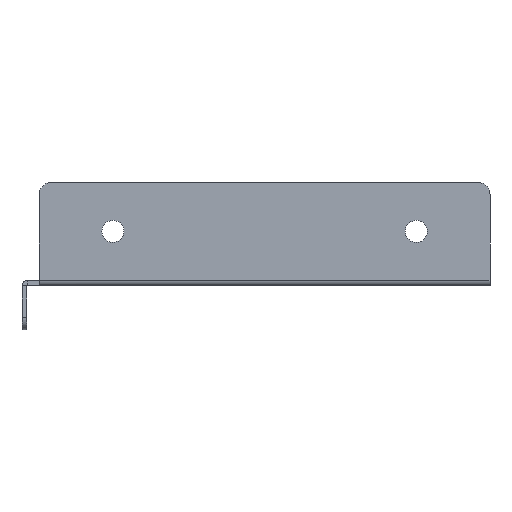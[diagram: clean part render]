
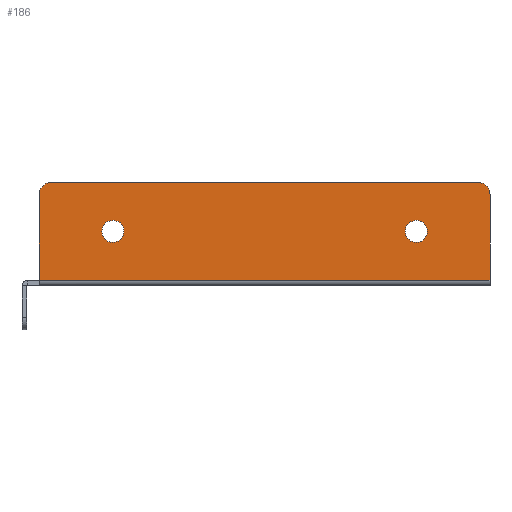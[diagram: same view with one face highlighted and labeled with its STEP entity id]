
A CAD part, front view. The second image highlights one B-rep face of the part: STEP entity #186.
In plain terms, the highlighted planar face has unit normal (0, -1, 0).
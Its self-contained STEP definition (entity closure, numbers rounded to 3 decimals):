
#186 = ADVANCED_FACE ( 'NONE', ( #644, #641, #648 ), #624, .F. ) ;
#196 = EDGE_CURVE ( 'NONE', #943, #953, #1517, .T. ) ;
#200 = EDGE_CURVE ( 'NONE', #943, #956, #1588, .T. ) ;
#201 = EDGE_CURVE ( 'NONE', #975, #953, #1504, .T. ) ;
#205 = EDGE_CURVE ( 'NONE', #922, #986, #540, .T. ) ;
#206 = EDGE_CURVE ( 'NONE', #965, #957, #537, .T. ) ;
#207 = EDGE_CURVE ( 'NONE', #956, #961, #535, .T. ) ;
#208 = EDGE_CURVE ( 'NONE', #961, #919, #1586, .T. ) ;
#209 = EDGE_CURVE ( 'NONE', #919, #975, #528, .T. ) ;
#228 = EDGE_CURVE ( 'NONE', #986, #922, #508, .T. ) ;
#232 = EDGE_CURVE ( 'NONE', #957, #965, #502, .T. ) ;
#487 = VECTOR ( 'NONE', #1506, 1000. ) ;
#492 = AXIS2_PLACEMENT_3D ( 'NONE', #1452, #1451, #1450 ) ;
#500 = AXIS2_PLACEMENT_3D ( 'NONE', #1464, #1463, #1462 ) ;
#502 = CIRCLE ( 'NONE', #492, 4.5 ) ;
#508 = CIRCLE ( 'NONE', #500, 4.5 ) ;
#526 = AXIS2_PLACEMENT_3D ( 'NONE', #1233, #1232, #1231 ) ;
#528 = CIRCLE ( 'NONE', #526, 5. ) ;
#529 = AXIS2_PLACEMENT_3D ( 'NONE', #576, #575, #574 ) ;
#530 = VECTOR ( 'NONE', #1223, 1000. ) ;
#531 = AXIS2_PLACEMENT_3D ( 'NONE', #581, #580, #579 ) ;
#534 = AXIS2_PLACEMENT_3D ( 'NONE', #586, #585, #584 ) ;
#535 = CIRCLE ( 'NONE', #529, 5. ) ;
#537 = CIRCLE ( 'NONE', #531, 4.5 ) ;
#540 = CIRCLE ( 'NONE', #534, 4.5 ) ;
#544 = VECTOR ( 'NONE', #1581, 1000. ) ;
#546 = VECTOR ( 'NONE', #1591, 1000. ) ;
#557 = AXIS2_PLACEMENT_3D ( 'NONE', #617, #611, #606 ) ;
#574 = DIRECTION ( 'NONE',  ( 0., 0., 1. ) ) ;
#575 = DIRECTION ( 'NONE',  ( 0., -1., 0. ) ) ;
#576 = CARTESIAN_POINT ( 'NONE',  ( 90., -32., 35. ) ) ;
#579 = DIRECTION ( 'NONE',  ( 0., 0., 1. ) ) ;
#580 = DIRECTION ( 'NONE',  ( 0., 1., 0. ) ) ;
#581 = CARTESIAN_POINT ( 'NONE',  ( 65., -32., 20. ) ) ;
#583 = CARTESIAN_POINT ( 'NONE',  ( -88.5, -32., 40. ) ) ;
#584 = DIRECTION ( 'NONE',  ( 0., 0., -1. ) ) ;
#585 = DIRECTION ( 'NONE',  ( 0., 1., 0. ) ) ;
#586 = CARTESIAN_POINT ( 'NONE',  ( -58.5, -32., 20. ) ) ;
#606 = DIRECTION ( 'NONE',  ( 0., 0., 1. ) ) ;
#611 = DIRECTION ( 'NONE',  ( 0., 1., 0. ) ) ;
#617 = CARTESIAN_POINT ( 'NONE',  ( 95., -32., 0. ) ) ;
#624 = PLANE ( 'NONE',  #557 ) ;
#641 = FACE_BOUND ( 'NONE', #683, .T. ) ;
#644 = FACE_BOUND ( 'NONE', #669, .T. ) ;
#648 = FACE_OUTER_BOUND ( 'NONE', #684, .T. ) ;
#669 = EDGE_LOOP ( 'NONE', ( #1305, #1247 ) ) ;
#683 = EDGE_LOOP ( 'NONE', ( #1250, #1258 ) ) ;
#684 = EDGE_LOOP ( 'NONE', ( #1262, #1266, #1270, #1271, #1277, #1249 ) ) ;
#919 = VERTEX_POINT ( 'NONE', #1097 ) ;
#922 = VERTEX_POINT ( 'NONE', #1078 ) ;
#943 = VERTEX_POINT ( 'NONE', #1054 ) ;
#953 = VERTEX_POINT ( 'NONE', #1045 ) ;
#956 = VERTEX_POINT ( 'NONE', #1042 ) ;
#957 = VERTEX_POINT ( 'NONE', #1041 ) ;
#961 = VERTEX_POINT ( 'NONE', #1037 ) ;
#965 = VERTEX_POINT ( 'NONE', #1033 ) ;
#975 = VERTEX_POINT ( 'NONE', #999 ) ;
#986 = VERTEX_POINT ( 'NONE', #1017 ) ;
#999 = CARTESIAN_POINT ( 'NONE',  ( -88.5, -32., 35. ) ) ;
#1017 = CARTESIAN_POINT ( 'NONE',  ( -58.5, -32., 15.5 ) ) ;
#1033 = CARTESIAN_POINT ( 'NONE',  ( 65., -32., 24.5 ) ) ;
#1037 = CARTESIAN_POINT ( 'NONE',  ( 90., -32., 40. ) ) ;
#1041 = CARTESIAN_POINT ( 'NONE',  ( 65., -32., 15.5 ) ) ;
#1042 = CARTESIAN_POINT ( 'NONE',  ( 95., -32., 35. ) ) ;
#1045 = CARTESIAN_POINT ( 'NONE',  ( -88.5, -32., 0.1 ) ) ;
#1054 = CARTESIAN_POINT ( 'NONE',  ( 95., -32., 0.1 ) ) ;
#1078 = CARTESIAN_POINT ( 'NONE',  ( -58.5, -32., 24.5 ) ) ;
#1097 = CARTESIAN_POINT ( 'NONE',  ( -83.5, -32., 40. ) ) ;
#1223 = DIRECTION ( 'NONE',  ( -1., 0., 0. ) ) ;
#1231 = DIRECTION ( 'NONE',  ( 0., 0., 1. ) ) ;
#1232 = DIRECTION ( 'NONE',  ( 0., -1., 0. ) ) ;
#1233 = CARTESIAN_POINT ( 'NONE',  ( -83.5, -32., 35. ) ) ;
#1247 = ORIENTED_EDGE ( 'NONE', *, *, #228, .T. ) ;
#1249 = ORIENTED_EDGE ( 'NONE', *, *, #196, .F. ) ;
#1250 = ORIENTED_EDGE ( 'NONE', *, *, #206, .T. ) ;
#1258 = ORIENTED_EDGE ( 'NONE', *, *, #232, .T. ) ;
#1262 = ORIENTED_EDGE ( 'NONE', *, *, #200, .T. ) ;
#1266 = ORIENTED_EDGE ( 'NONE', *, *, #207, .T. ) ;
#1270 = ORIENTED_EDGE ( 'NONE', *, *, #208, .T. ) ;
#1271 = ORIENTED_EDGE ( 'NONE', *, *, #209, .T. ) ;
#1277 = ORIENTED_EDGE ( 'NONE', *, *, #201, .T. ) ;
#1305 = ORIENTED_EDGE ( 'NONE', *, *, #205, .T. ) ;
#1450 = DIRECTION ( 'NONE',  ( 0., 0., 1. ) ) ;
#1451 = DIRECTION ( 'NONE',  ( 0., 1., 0. ) ) ;
#1452 = CARTESIAN_POINT ( 'NONE',  ( 65., -32., 20. ) ) ;
#1462 = DIRECTION ( 'NONE',  ( 0., 0., -1. ) ) ;
#1463 = DIRECTION ( 'NONE',  ( 0., 1., 0. ) ) ;
#1464 = CARTESIAN_POINT ( 'NONE',  ( -58.5, -32., 20. ) ) ;
#1504 = LINE ( 'NONE', #1592, #546 ) ;
#1506 = DIRECTION ( 'NONE',  ( -1., 0., 0. ) ) ;
#1507 = CARTESIAN_POINT ( 'NONE',  ( 95., -32., 0.1 ) ) ;
#1517 = LINE ( 'NONE', #1507, #487 ) ;
#1581 = DIRECTION ( 'NONE',  ( 0., 0., 1. ) ) ;
#1582 = CARTESIAN_POINT ( 'NONE',  ( 95., -32., 40. ) ) ;
#1586 = LINE ( 'NONE', #583, #530 ) ;
#1588 = LINE ( 'NONE', #1582, #544 ) ;
#1591 = DIRECTION ( 'NONE',  ( 0., 0., -1. ) ) ;
#1592 = CARTESIAN_POINT ( 'NONE',  ( -88.5, -32., 0. ) ) ;
